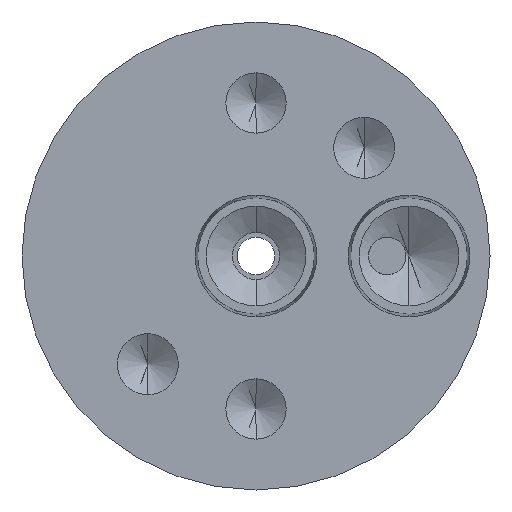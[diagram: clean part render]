
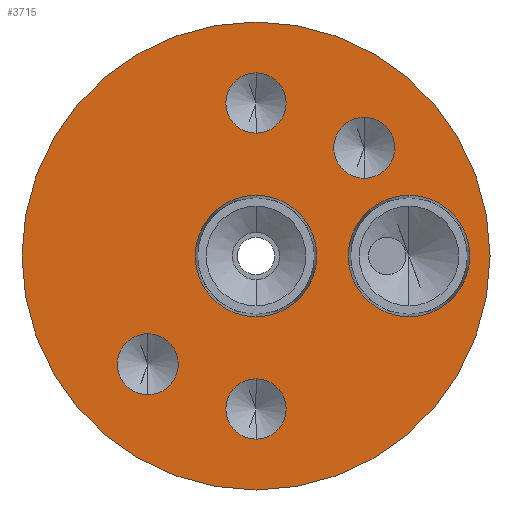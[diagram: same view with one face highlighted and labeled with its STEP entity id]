
A CAD part, front view. The second image highlights one B-rep face of the part: STEP entity #3715.
In plain terms, the highlighted planar face has unit normal (0, -1, 0).
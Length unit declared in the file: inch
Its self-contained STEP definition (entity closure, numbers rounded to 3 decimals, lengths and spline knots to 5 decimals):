
#19 = CARTESIAN_POINT ( 'NONE',  ( 0.36062, -0.625, 0.36062 ) ) ;
#44 = ORIENTED_EDGE ( 'NONE', *, *, #4440, .F. ) ;
#110 = ORIENTED_EDGE ( 'NONE', *, *, #4364, .F. ) ;
#117 = DIRECTION ( 'NONE',  ( 0., 0., -1. ) ) ;
#144 = CARTESIAN_POINT ( 'NONE',  ( 0., -0.625, 0.51 ) ) ;
#153 = VERTEX_POINT ( 'NONE', #3130 ) ;
#158 = EDGE_CURVE ( 'NONE', #1774, #153, #2966, .T. ) ;
#207 = CARTESIAN_POINT ( 'NONE',  ( 0.51, -0.625, 0. ) ) ;
#209 = VERTEX_POINT ( 'NONE', #2135 ) ;
#230 = CIRCLE ( 'NONE', #3309, 0.78 ) ;
#283 = DIRECTION ( 'NONE',  ( 0., -1., 0. ) ) ;
#328 = DIRECTION ( 'NONE',  ( 0., 0., -1. ) ) ;
#333 = ORIENTED_EDGE ( 'NONE', *, *, #3445, .F. ) ;
#389 = ORIENTED_EDGE ( 'NONE', *, *, #622, .F. ) ;
#473 = CARTESIAN_POINT ( 'NONE',  ( 0., -0.625, 0.4095 ) ) ;
#486 = EDGE_LOOP ( 'NONE', ( #1640, #2657 ) ) ;
#522 = EDGE_CURVE ( 'NONE', #153, #1774, #2071, .T. ) ;
#554 = CARTESIAN_POINT ( 'NONE',  ( 0., -0.625, 0.2025 ) ) ;
#619 = FACE_BOUND ( 'NONE', #2036, .T. ) ;
#622 = EDGE_CURVE ( 'NONE', #1498, #762, #2073, .T. ) ;
#717 = DIRECTION ( 'NONE',  ( 0., 0., -1. ) ) ;
#762 = VERTEX_POINT ( 'NONE', #3985 ) ;
#823 = DIRECTION ( 'NONE',  ( 0., 0., -1. ) ) ;
#838 = FACE_BOUND ( 'NONE', #486, .T. ) ;
#849 = DIRECTION ( 'NONE',  ( 0., -1., 0. ) ) ;
#888 = DIRECTION ( 'NONE',  ( 0., 0., -1. ) ) ;
#893 = VERTEX_POINT ( 'NONE', #2563 ) ;
#1022 = AXIS2_PLACEMENT_3D ( 'NONE', #1100, #1459, #2471 ) ;
#1035 = DIRECTION ( 'NONE',  ( 0., -1., 0. ) ) ;
#1049 = VERTEX_POINT ( 'NONE', #2329 ) ;
#1100 = CARTESIAN_POINT ( 'NONE',  ( -0.36062, -0.625, -0.36062 ) ) ;
#1178 = CARTESIAN_POINT ( 'NONE',  ( 0., -0.625, -0.6105 ) ) ;
#1190 = VERTEX_POINT ( 'NONE', #3155 ) ;
#1195 = CARTESIAN_POINT ( 'NONE',  ( -0.36062, -0.625, -0.25906 ) ) ;
#1311 = VERTEX_POINT ( 'NONE', #473 ) ;
#1328 = CARTESIAN_POINT ( 'NONE',  ( 0., -0.625, 0. ) ) ;
#1339 = FACE_BOUND ( 'NONE', #4265, .T. ) ;
#1362 = AXIS2_PLACEMENT_3D ( 'NONE', #3878, #1886, #1844 ) ;
#1390 = DIRECTION ( 'NONE',  ( 0., -1., 0. ) ) ;
#1442 = AXIS2_PLACEMENT_3D ( 'NONE', #1772, #1035, #2476 ) ;
#1459 = DIRECTION ( 'NONE',  ( 0., -1., 0. ) ) ;
#1469 = CIRCLE ( 'NONE', #3422, 0.2025 ) ;
#1486 = CARTESIAN_POINT ( 'NONE',  ( 0., -0.625, 0. ) ) ;
#1498 = VERTEX_POINT ( 'NONE', #1178 ) ;
#1559 = EDGE_LOOP ( 'NONE', ( #44, #2845 ) ) ;
#1600 = EDGE_CURVE ( 'NONE', #2557, #893, #2978, .T. ) ;
#1602 = VERTEX_POINT ( 'NONE', #3950 ) ;
#1615 = CARTESIAN_POINT ( 'NONE',  ( 0.51, -0.625, 0.2025 ) ) ;
#1626 = FACE_BOUND ( 'NONE', #2480, .T. ) ;
#1633 = DIRECTION ( 'NONE',  ( 0., 1., 0. ) ) ;
#1640 = ORIENTED_EDGE ( 'NONE', *, *, #522, .F. ) ;
#1644 = AXIS2_PLACEMENT_3D ( 'NONE', #19, #1390, #2801 ) ;
#1646 = DIRECTION ( 'NONE',  ( 0., -1., 0. ) ) ;
#1661 = CARTESIAN_POINT ( 'NONE',  ( 0., -0.625, 0. ) ) ;
#1754 = AXIS2_PLACEMENT_3D ( 'NONE', #144, #3522, #117 ) ;
#1772 = CARTESIAN_POINT ( 'NONE',  ( 0.36062, -0.625, 0.36062 ) ) ;
#1774 = VERTEX_POINT ( 'NONE', #2218 ) ;
#1800 = ORIENTED_EDGE ( 'NONE', *, *, #3978, .F. ) ;
#1813 = AXIS2_PLACEMENT_3D ( 'NONE', #3680, #2953, #888 ) ;
#1844 = DIRECTION ( 'NONE',  ( 0., 0., -1. ) ) ;
#1886 = DIRECTION ( 'NONE',  ( 0., -1., 0. ) ) ;
#2036 = EDGE_LOOP ( 'NONE', ( #3946, #2915 ) ) ;
#2040 = DIRECTION ( 'NONE',  ( 0., -1., 0. ) ) ;
#2047 = ORIENTED_EDGE ( 'NONE', *, *, #2202, .F. ) ;
#2071 = CIRCLE ( 'NONE', #1644, 0.10156 ) ;
#2073 = CIRCLE ( 'NONE', #1362, 0.1005 ) ;
#2125 = DIRECTION ( 'NONE',  ( 0., 0., 1. ) ) ;
#2135 = CARTESIAN_POINT ( 'NONE',  ( -0.36062, -0.625, -0.46219 ) ) ;
#2158 = AXIS2_PLACEMENT_3D ( 'NONE', #4422, #1646, #4021 ) ;
#2202 = EDGE_CURVE ( 'NONE', #209, #2861, #3062, .T. ) ;
#2218 = CARTESIAN_POINT ( 'NONE',  ( 0.36062, -0.625, 0.46219 ) ) ;
#2227 = DIRECTION ( 'NONE',  ( 0., 0., -1. ) ) ;
#2308 = FACE_BOUND ( 'NONE', #3712, .T. ) ;
#2329 = CARTESIAN_POINT ( 'NONE',  ( 0., -0.625, -0.2025 ) ) ;
#2343 = CARTESIAN_POINT ( 'NONE',  ( 0., -0.625, -0.78 ) ) ;
#2387 = DIRECTION ( 'NONE',  ( 0., 0., -1. ) ) ;
#2471 = DIRECTION ( 'NONE',  ( 0., 0., -1. ) ) ;
#2476 = DIRECTION ( 'NONE',  ( 0., 0., -1. ) ) ;
#2480 = EDGE_LOOP ( 'NONE', ( #110, #4209 ) ) ;
#2494 = EDGE_CURVE ( 'NONE', #893, #2557, #1469, .T. ) ;
#2497 = VERTEX_POINT ( 'NONE', #554 ) ;
#2557 = VERTEX_POINT ( 'NONE', #1615 ) ;
#2563 = CARTESIAN_POINT ( 'NONE',  ( 0.51, -0.625, -0.2025 ) ) ;
#2609 = EDGE_CURVE ( 'NONE', #2497, #1049, #3087, .T. ) ;
#2618 = EDGE_CURVE ( 'NONE', #3134, #1602, #3996, .T. ) ;
#2640 = EDGE_CURVE ( 'NONE', #762, #1498, #3853, .T. ) ;
#2657 = ORIENTED_EDGE ( 'NONE', *, *, #158, .F. ) ;
#2662 = FACE_OUTER_BOUND ( 'NONE', #1559, .T. ) ;
#2801 = DIRECTION ( 'NONE',  ( 0., 0., -1. ) ) ;
#2845 = ORIENTED_EDGE ( 'NONE', *, *, #2618, .F. ) ;
#2857 = ORIENTED_EDGE ( 'NONE', *, *, #4239, .F. ) ;
#2861 = VERTEX_POINT ( 'NONE', #1195 ) ;
#2915 = ORIENTED_EDGE ( 'NONE', *, *, #1600, .F. ) ;
#2953 = DIRECTION ( 'NONE',  ( 0., -1., 0. ) ) ;
#2966 = CIRCLE ( 'NONE', #1442, 0.10156 ) ;
#2978 = CIRCLE ( 'NONE', #3049, 0.2025 ) ;
#3049 = AXIS2_PLACEMENT_3D ( 'NONE', #207, #3233, #823 ) ;
#3062 = CIRCLE ( 'NONE', #1022, 0.10156 ) ;
#3083 = DIRECTION ( 'NONE',  ( 0., 0., 1. ) ) ;
#3087 = CIRCLE ( 'NONE', #3657, 0.2025 ) ;
#3130 = CARTESIAN_POINT ( 'NONE',  ( 0.36062, -0.625, 0.25906 ) ) ;
#3134 = VERTEX_POINT ( 'NONE', #2343 ) ;
#3155 = CARTESIAN_POINT ( 'NONE',  ( 0., -0.625, 0.6105 ) ) ;
#3158 = CIRCLE ( 'NONE', #1754, 0.1005 ) ;
#3225 = ORIENTED_EDGE ( 'NONE', *, *, #2640, .F. ) ;
#3233 = DIRECTION ( 'NONE',  ( 0., -1., 0. ) ) ;
#3297 = CARTESIAN_POINT ( 'NONE',  ( 0.51, -0.625, 0. ) ) ;
#3309 = AXIS2_PLACEMENT_3D ( 'NONE', #1486, #4242, #2125 ) ;
#3354 = CARTESIAN_POINT ( 'NONE',  ( 0., -0.625, 0. ) ) ;
#3412 = CARTESIAN_POINT ( 'NONE',  ( 0., -0.625, -0.51 ) ) ;
#3422 = AXIS2_PLACEMENT_3D ( 'NONE', #3297, #849, #2227 ) ;
#3445 = EDGE_CURVE ( 'NONE', #1190, #1311, #3158, .T. ) ;
#3455 = DIRECTION ( 'NONE',  ( 0., -1., 0. ) ) ;
#3522 = DIRECTION ( 'NONE',  ( 0., -1., 0. ) ) ;
#3572 = AXIS2_PLACEMENT_3D ( 'NONE', #1661, #1633, #3083 ) ;
#3657 = AXIS2_PLACEMENT_3D ( 'NONE', #1328, #2040, #2387 ) ;
#3675 = AXIS2_PLACEMENT_3D ( 'NONE', #3354, #283, #4058 ) ;
#3680 = CARTESIAN_POINT ( 'NONE',  ( -0.36062, -0.625, -0.36062 ) ) ;
#3712 = EDGE_LOOP ( 'NONE', ( #2047, #2857 ) ) ;
#3715 = ADVANCED_FACE ( 'NONE', ( #838, #2308, #619, #1339, #3771, #1626, #2662 ), #4117, .T. ) ;
#3755 = CIRCLE ( 'NONE', #1813, 0.10156 ) ;
#3771 = FACE_BOUND ( 'NONE', #3862, .T. ) ;
#3853 = CIRCLE ( 'NONE', #4142, 0.1005 ) ;
#3862 = EDGE_LOOP ( 'NONE', ( #389, #3225 ) ) ;
#3878 = CARTESIAN_POINT ( 'NONE',  ( 0., -0.625, -0.51 ) ) ;
#3946 = ORIENTED_EDGE ( 'NONE', *, *, #2494, .F. ) ;
#3950 = CARTESIAN_POINT ( 'NONE',  ( 0., -0.625, 0.78 ) ) ;
#3978 = EDGE_CURVE ( 'NONE', #1311, #1190, #4344, .T. ) ;
#3985 = CARTESIAN_POINT ( 'NONE',  ( 0., -0.625, -0.4095 ) ) ;
#3996 = CIRCLE ( 'NONE', #3572, 0.78 ) ;
#4021 = DIRECTION ( 'NONE',  ( 0., 0., -1. ) ) ;
#4033 = DIRECTION ( 'NONE',  ( 0., -1., 0. ) ) ;
#4058 = DIRECTION ( 'NONE',  ( 0., 0., -1. ) ) ;
#4098 = CIRCLE ( 'NONE', #3675, 0.2025 ) ;
#4117 = PLANE ( 'NONE',  #2158 ) ;
#4119 = AXIS2_PLACEMENT_3D ( 'NONE', #4152, #3455, #717 ) ;
#4142 = AXIS2_PLACEMENT_3D ( 'NONE', #3412, #4033, #328 ) ;
#4152 = CARTESIAN_POINT ( 'NONE',  ( 0., -0.625, 0.51 ) ) ;
#4209 = ORIENTED_EDGE ( 'NONE', *, *, #2609, .F. ) ;
#4239 = EDGE_CURVE ( 'NONE', #2861, #209, #3755, .T. ) ;
#4242 = DIRECTION ( 'NONE',  ( 0., 1., 0. ) ) ;
#4265 = EDGE_LOOP ( 'NONE', ( #1800, #333 ) ) ;
#4344 = CIRCLE ( 'NONE', #4119, 0.1005 ) ;
#4364 = EDGE_CURVE ( 'NONE', #1049, #2497, #4098, .T. ) ;
#4422 = CARTESIAN_POINT ( 'NONE',  ( -0.78, -0.625, 0. ) ) ;
#4440 = EDGE_CURVE ( 'NONE', #1602, #3134, #230, .T. ) ;
